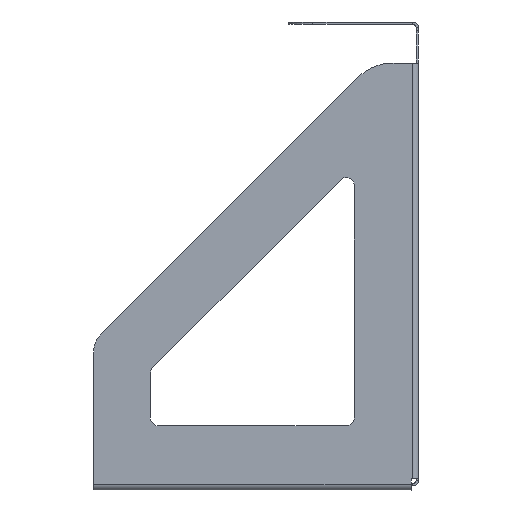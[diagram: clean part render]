
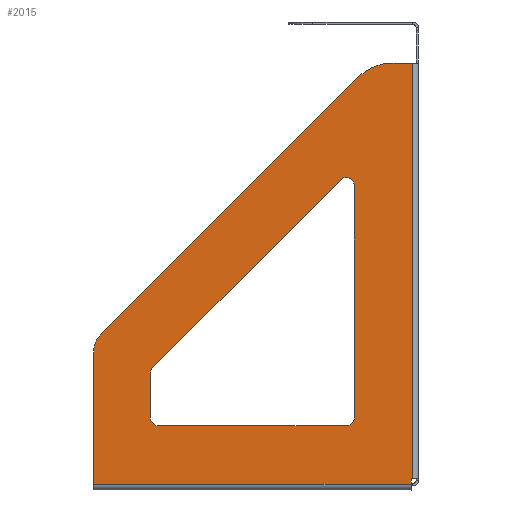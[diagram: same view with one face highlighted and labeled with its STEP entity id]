
A CAD part, left-side view. The second image highlights one B-rep face of the part: STEP entity #2015.
In plain terms, the highlighted planar face has unit normal (-1, 0, 0).
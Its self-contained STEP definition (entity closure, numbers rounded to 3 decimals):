
#40 = VECTOR ( 'NONE', #2123, 1000. ) ;
#47 = ORIENTED_EDGE ( 'NONE', *, *, #202, .T. ) ;
#136 = ORIENTED_EDGE ( 'NONE', *, *, #3110, .T. ) ;
#148 = CARTESIAN_POINT ( 'NONE',  ( -156.5, 163.5, -100.75 ) ) ;
#188 = CARTESIAN_POINT ( 'NONE',  ( -156.5, 163.5, -71.476 ) ) ;
#202 = EDGE_CURVE ( 'NONE', #928, #669, #1114, .T. ) ;
#204 = CARTESIAN_POINT ( 'NONE',  ( -156.5, 163.5, -105.75 ) ) ;
#246 = VERTEX_POINT ( 'NONE', #3398 ) ;
#278 = LINE ( 'NONE', #2933, #661 ) ;
#286 = CARTESIAN_POINT ( 'NONE',  ( -156.5, 35.301, 109.049 ) ) ;
#305 = CARTESIAN_POINT ( 'NONE',  ( -156.5, 15.502, 89.25 ) ) ;
#307 = AXIS2_PLACEMENT_3D ( 'NONE', #305, #1359, #2937 ) ;
#423 = CARTESIAN_POINT ( 'NONE',  ( -156.5, 38., 41.953 ) ) ;
#469 = LINE ( 'NONE', #188, #40 ) ;
#477 = DIRECTION ( 'NONE',  ( 0., 0., 1. ) ) ;
#478 = EDGE_CURVE ( 'NONE', #2536, #3286, #3652, .T. ) ;
#486 = CARTESIAN_POINT ( 'NONE',  ( -156.5, 0., 117.25 ) ) ;
#502 = EDGE_CURVE ( 'NONE', #2087, #1936, #1313, .T. ) ;
#539 = DIRECTION ( 'NONE',  ( 0., 1., 0. ) ) ;
#557 = EDGE_CURVE ( 'NONE', #2615, #2087, #3934, .T. ) ;
#589 = CARTESIAN_POINT ( 'NONE',  ( -156.5, 198.5, -141.75 ) ) ;
#592 = AXIS2_PLACEMENT_3D ( 'NONE', #1657, #3554, #728 ) ;
#612 = FACE_OUTER_BOUND ( 'NONE', #3792, .T. ) ;
#644 = CARTESIAN_POINT ( 'NONE',  ( -156.5, 38., 54.024 ) ) ;
#661 = VECTOR ( 'NONE', #1607, 1000. ) ;
#669 = VERTEX_POINT ( 'NONE', #833 ) ;
#695 = DIRECTION ( 'NONE',  ( 1., 0., 0. ) ) ;
#728 = DIRECTION ( 'NONE',  ( 0., 1., 0. ) ) ;
#802 = CARTESIAN_POINT ( 'NONE',  ( -156.5, 43., -100.75 ) ) ;
#833 = CARTESIAN_POINT ( 'NONE',  ( -156.5, 2., -138.25 ) ) ;
#843 = EDGE_CURVE ( 'NONE', #2615, #3286, #278, .T. ) ;
#928 = VERTEX_POINT ( 'NONE', #2684 ) ;
#966 = LINE ( 'NONE', #2547, #3452 ) ;
#984 = VERTEX_POINT ( 'NONE', #148 ) ;
#1028 = ORIENTED_EDGE ( 'NONE', *, *, #843, .F. ) ;
#1040 = PLANE ( 'NONE',  #1424 ) ;
#1077 = AXIS2_PLACEMENT_3D ( 'NONE', #802, #2016, #3357 ) ;
#1080 = CARTESIAN_POINT ( 'NONE',  ( -156.5, 38., -100.75 ) ) ;
#1114 = LINE ( 'NONE', #3024, #2844 ) ;
#1245 = EDGE_CURVE ( 'NONE', #3813, #1955, #2880, .T. ) ;
#1313 = LINE ( 'NONE', #2348, #1747 ) ;
#1320 = VECTOR ( 'NONE', #1858, 1000. ) ;
#1355 = EDGE_CURVE ( 'NONE', #1377, #246, #3327, .T. ) ;
#1359 = DIRECTION ( 'NONE',  ( -1., 0., 0. ) ) ;
#1377 = VERTEX_POINT ( 'NONE', #1080 ) ;
#1424 = AXIS2_PLACEMENT_3D ( 'NONE', #3284, #695, #3947 ) ;
#1432 = VERTEX_POINT ( 'NONE', #423 ) ;
#1433 = EDGE_CURVE ( 'NONE', #3813, #1432, #3866, .T. ) ;
#1450 = ORIENTED_EDGE ( 'NONE', *, *, #2837, .F. ) ;
#1512 = EDGE_CURVE ( 'NONE', #2229, #984, #469, .T. ) ;
#1583 = LINE ( 'NONE', #4214, #2152 ) ;
#1607 = DIRECTION ( 'NONE',  ( 0., -0.707, 0.707 ) ) ;
#1608 = CARTESIAN_POINT ( 'NONE',  ( -156.5, 198.5, -60.363 ) ) ;
#1622 = EDGE_CURVE ( 'NONE', #2229, #1955, #3801, .T. ) ;
#1623 = VECTOR ( 'NONE', #477, 1000. ) ;
#1651 = ORIENTED_EDGE ( 'NONE', *, *, #2717, .T. ) ;
#1657 = CARTESIAN_POINT ( 'NONE',  ( -156.5, 158.5, -73.547 ) ) ;
#1668 = DIRECTION ( 'NONE',  ( 0., 0., 1. ) ) ;
#1679 = DIRECTION ( 'NONE',  ( 0., 0., -1. ) ) ;
#1713 = ORIENTED_EDGE ( 'NONE', *, *, #2464, .T. ) ;
#1731 = CARTESIAN_POINT ( 'NONE',  ( -156.5, 43., 41.953 ) ) ;
#1747 = VECTOR ( 'NONE', #1679, 1000. ) ;
#1818 = CARTESIAN_POINT ( 'NONE',  ( -156.5, 158.5, -105.75 ) ) ;
#1824 = CARTESIAN_POINT ( 'NONE',  ( -156.5, 46.536, 45.489 ) ) ;
#1838 = LINE ( 'NONE', #204, #1320 ) ;
#1858 = DIRECTION ( 'NONE',  ( 0., -1., 0. ) ) ;
#1936 = VERTEX_POINT ( 'NONE', #589 ) ;
#1941 = VECTOR ( 'NONE', #3800, 1000. ) ;
#1955 = VERTEX_POINT ( 'NONE', #4140 ) ;
#2015 = ADVANCED_FACE ( 'NONE', ( #2887, #612 ), #1040, .F. ) ;
#2016 = DIRECTION ( 'NONE',  ( 1., 0., 0. ) ) ;
#2040 = CARTESIAN_POINT ( 'NONE',  ( -156.5, 194.107, -49.757 ) ) ;
#2066 = LINE ( 'NONE', #3034, #1623 ) ;
#2087 = VERTEX_POINT ( 'NONE', #1608 ) ;
#2093 = AXIS2_PLACEMENT_3D ( 'NONE', #3306, #2893, #2584 ) ;
#2121 = LINE ( 'NONE', #486, #1941 ) ;
#2123 = DIRECTION ( 'NONE',  ( 0., 0., -1. ) ) ;
#2133 = ORIENTED_EDGE ( 'NONE', *, *, #2173, .F. ) ;
#2152 = VECTOR ( 'NONE', #1668, 1000. ) ;
#2166 = AXIS2_PLACEMENT_3D ( 'NONE', #1731, #2658, #4024 ) ;
#2173 = EDGE_CURVE ( 'NONE', #1377, #1432, #2066, .T. ) ;
#2196 = VERTEX_POINT ( 'NONE', #3660 ) ;
#2204 = DIRECTION ( 'NONE',  ( 1., 0., 0. ) ) ;
#2229 = VERTEX_POINT ( 'NONE', #2998 ) ;
#2348 = CARTESIAN_POINT ( 'NONE',  ( -156.5, 198.5, 0. ) ) ;
#2409 = VECTOR ( 'NONE', #3422, 1000. ) ;
#2448 = CARTESIAN_POINT ( 'NONE',  ( -156.5, 158.5, -100.75 ) ) ;
#2460 = ORIENTED_EDGE ( 'NONE', *, *, #3183, .F. ) ;
#2464 = EDGE_CURVE ( 'NONE', #4044, #928, #1583, .T. ) ;
#2536 = VERTEX_POINT ( 'NONE', #3545 ) ;
#2547 = CARTESIAN_POINT ( 'NONE',  ( -156.5, 2., -138.25 ) ) ;
#2584 = DIRECTION ( 'NONE',  ( 0., 1., 0. ) ) ;
#2615 = VERTEX_POINT ( 'NONE', #2040 ) ;
#2658 = DIRECTION ( 'NONE',  ( 1., 0., 0. ) ) ;
#2668 = ORIENTED_EDGE ( 'NONE', *, *, #478, .T. ) ;
#2684 = CARTESIAN_POINT ( 'NONE',  ( -156.5, 3., -138.25 ) ) ;
#2717 = EDGE_CURVE ( 'NONE', #3121, #984, #3509, .T. ) ;
#2811 = ORIENTED_EDGE ( 'NONE', *, *, #502, .T. ) ;
#2837 = EDGE_CURVE ( 'NONE', #2196, #669, #966, .T. ) ;
#2844 = VECTOR ( 'NONE', #4019, 1000. ) ;
#2849 = ORIENTED_EDGE ( 'NONE', *, *, #1622, .T. ) ;
#2880 = LINE ( 'NONE', #644, #3936 ) ;
#2887 = FACE_BOUND ( 'NONE', #4149, .T. ) ;
#2893 = DIRECTION ( 'NONE',  ( -1., 0., 0. ) ) ;
#2933 = CARTESIAN_POINT ( 'NONE',  ( -156.5, 198.5, -54.15 ) ) ;
#2937 = DIRECTION ( 'NONE',  ( 0., 1., 0. ) ) ;
#2998 = CARTESIAN_POINT ( 'NONE',  ( -156.5, 163.5, -73.547 ) ) ;
#3024 = CARTESIAN_POINT ( 'NONE',  ( -156.5, 2., -138.25 ) ) ;
#3034 = CARTESIAN_POINT ( 'NONE',  ( -156.5, 38., -105.75 ) ) ;
#3072 = CARTESIAN_POINT ( 'NONE',  ( -156.5, 198.5, -141.75 ) ) ;
#3110 = EDGE_CURVE ( 'NONE', #2196, #2536, #2121, .T. ) ;
#3121 = VERTEX_POINT ( 'NONE', #1818 ) ;
#3183 = EDGE_CURVE ( 'NONE', #3121, #246, #1838, .T. ) ;
#3209 = DIRECTION ( 'NONE',  ( 0., 0.707, -0.707 ) ) ;
#3246 = ORIENTED_EDGE ( 'NONE', *, *, #1433, .T. ) ;
#3249 = DIRECTION ( 'NONE',  ( 0., 0., -1. ) ) ;
#3284 = CARTESIAN_POINT ( 'NONE',  ( -156.5, 0., 0. ) ) ;
#3286 = VERTEX_POINT ( 'NONE', #286 ) ;
#3306 = CARTESIAN_POINT ( 'NONE',  ( -156.5, 183.5, -60.363 ) ) ;
#3327 = CIRCLE ( 'NONE', #1077, 5. ) ;
#3328 = ORIENTED_EDGE ( 'NONE', *, *, #557, .T. ) ;
#3357 = DIRECTION ( 'NONE',  ( 0., 1., 0. ) ) ;
#3398 = CARTESIAN_POINT ( 'NONE',  ( -156.5, 43., -105.75 ) ) ;
#3422 = DIRECTION ( 'NONE',  ( 0., -1., 0. ) ) ;
#3452 = VECTOR ( 'NONE', #3249, 1000. ) ;
#3480 = ORIENTED_EDGE ( 'NONE', *, *, #1355, .T. ) ;
#3509 = CIRCLE ( 'NONE', #4068, 5. ) ;
#3545 = CARTESIAN_POINT ( 'NONE',  ( -156.5, 15.502, 117.25 ) ) ;
#3554 = DIRECTION ( 'NONE',  ( 1., 0., 0. ) ) ;
#3582 = CARTESIAN_POINT ( 'NONE',  ( -156.5, 3., -141.75 ) ) ;
#3652 = CIRCLE ( 'NONE', #307, 28. ) ;
#3660 = CARTESIAN_POINT ( 'NONE',  ( -156.5, 2., 117.25 ) ) ;
#3792 = EDGE_LOOP ( 'NONE', ( #1713, #47, #1450, #136, #2668, #1028, #3328, #2811, #3985 ) ) ;
#3800 = DIRECTION ( 'NONE',  ( 0., 1., 0. ) ) ;
#3801 = CIRCLE ( 'NONE', #592, 5. ) ;
#3813 = VERTEX_POINT ( 'NONE', #1824 ) ;
#3866 = CIRCLE ( 'NONE', #2166, 5. ) ;
#3934 = CIRCLE ( 'NONE', #2093, 15. ) ;
#3936 = VECTOR ( 'NONE', #3209, 1000. ) ;
#3947 = DIRECTION ( 'NONE',  ( 0., 1., 0. ) ) ;
#3963 = ORIENTED_EDGE ( 'NONE', *, *, #1512, .F. ) ;
#3985 = ORIENTED_EDGE ( 'NONE', *, *, #4197, .T. ) ;
#3991 = ORIENTED_EDGE ( 'NONE', *, *, #1245, .F. ) ;
#4019 = DIRECTION ( 'NONE',  ( 0., -1., 0. ) ) ;
#4023 = LINE ( 'NONE', #3072, #2409 ) ;
#4024 = DIRECTION ( 'NONE',  ( 0., 1., 0. ) ) ;
#4044 = VERTEX_POINT ( 'NONE', #3582 ) ;
#4068 = AXIS2_PLACEMENT_3D ( 'NONE', #2448, #2204, #539 ) ;
#4140 = CARTESIAN_POINT ( 'NONE',  ( -156.5, 162.036, -70.011 ) ) ;
#4149 = EDGE_LOOP ( 'NONE', ( #2460, #1651, #3963, #2849, #3991, #3246, #2133, #3480 ) ) ;
#4197 = EDGE_CURVE ( 'NONE', #1936, #4044, #4023, .T. ) ;
#4214 = CARTESIAN_POINT ( 'NONE',  ( -156.5, 3., -192.216 ) ) ;
